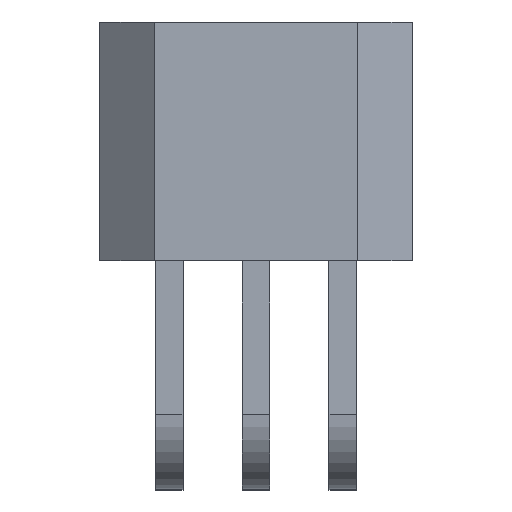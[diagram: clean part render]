
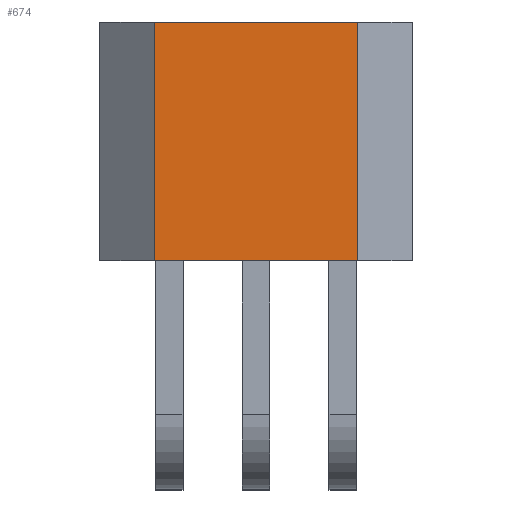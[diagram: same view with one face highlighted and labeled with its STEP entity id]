
A CAD part, top view. The second image highlights one B-rep face of the part: STEP entity #674.
In plain terms, the highlighted planar face has unit normal (0, 0, 1).
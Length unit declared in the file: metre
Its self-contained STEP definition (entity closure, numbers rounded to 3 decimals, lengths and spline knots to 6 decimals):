
#60=ORIENTED_EDGE('',*,*,#243,.T.);
#61=ORIENTED_EDGE('',*,*,#248,.T.);
#62=ORIENTED_EDGE('',*,*,#234,.F.);
#63=ORIENTED_EDGE('',*,*,#249,.T.);
#234=EDGE_CURVE('',#330,#331,#394,.T.);
#243=EDGE_CURVE('',#339,#338,#403,.T.);
#248=EDGE_CURVE('',#338,#331,#408,.T.);
#249=EDGE_CURVE('',#330,#339,#409,.T.);
#330=VERTEX_POINT('',#1022);
#331=VERTEX_POINT('',#1024);
#338=VERTEX_POINT('',#1041);
#339=VERTEX_POINT('',#1043);
#394=LINE('',#1023,#478);
#403=LINE('',#1042,#487);
#408=LINE('',#1050,#492);
#409=LINE('',#1051,#493);
#478=VECTOR('',#822,1.);
#487=VECTOR('',#835,1.);
#492=VECTOR('',#844,1.);
#493=VECTOR('',#845,1.);
#560=EDGE_LOOP('',(#60,#61,#62,#63));
#600=FACE_BOUND('',#560,.T.);
#640=PLANE('',#761);
#674=ADVANCED_FACE('',(#600),#640,.T.);
#761=AXIS2_PLACEMENT_3D('',#1049,#842,#843);
#822=DIRECTION('',(-1.,0.,0.));
#835=DIRECTION('',(-1.,0.,0.));
#842=DIRECTION('',(0.,0.,1.));
#843=DIRECTION('',(1.,0.,0.));
#844=DIRECTION('',(0.,-1.,0.));
#845=DIRECTION('',(0.,1.,0.));
#1022=CARTESIAN_POINT('',(0.00149,0.00325,0.002));
#1023=CARTESIAN_POINT('',(0.,0.00325,0.002));
#1024=CARTESIAN_POINT('',(-0.00149,0.00325,0.002));
#1041=CARTESIAN_POINT('',(-0.00149,0.00675,0.002));
#1042=CARTESIAN_POINT('',(0.,0.00675,0.002));
#1043=CARTESIAN_POINT('',(0.00149,0.00675,0.002));
#1049=CARTESIAN_POINT('',(0.,0.005,0.002));
#1050=CARTESIAN_POINT('',(-0.00149,0.005,0.002));
#1051=CARTESIAN_POINT('',(0.00149,0.00675,0.002));
